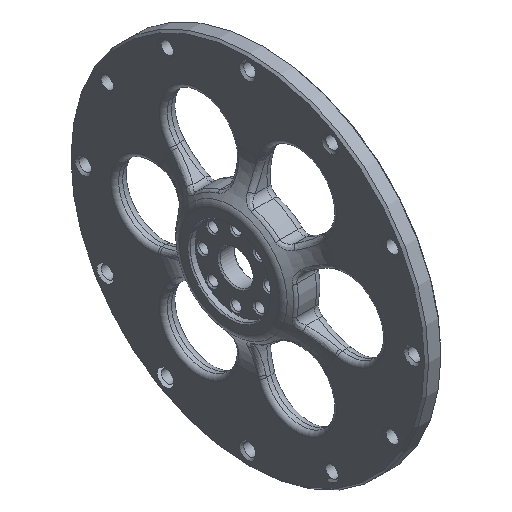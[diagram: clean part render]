
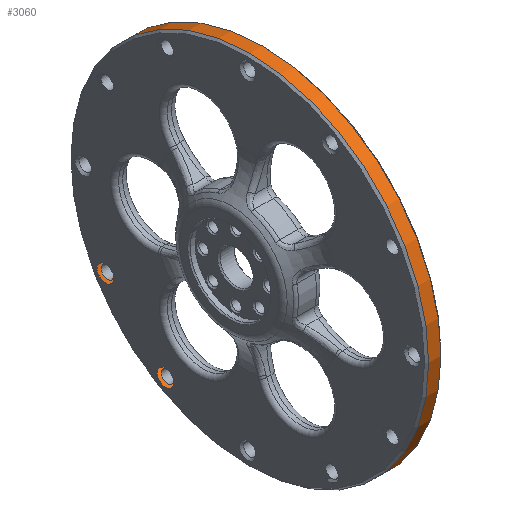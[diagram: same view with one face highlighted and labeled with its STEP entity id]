
A CAD part, isometric view. The second image highlights one B-rep face of the part: STEP entity #3060.
In plain terms, the highlighted cylindrical face has radius 43.5 mm (diameter 87 mm), a full revolution.
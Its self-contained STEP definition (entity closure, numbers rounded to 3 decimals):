
#149=CYLINDRICAL_SURFACE('',#3335,43.5);
#268=FACE_OUTER_BOUND('',#484,.T.);
#484=EDGE_LOOP('',(#2098,#2099,#2100,#2101,#2102,#2103));
#712=LINE('',#5028,#818);
#818=VECTOR('',#3912,43.5);
#974=CIRCLE('',#3333,43.5);
#975=CIRCLE('',#3334,43.5);
#976=CIRCLE('',#3336,43.5);
#977=CIRCLE('',#3337,43.5);
#1308=VERTEX_POINT('',#5018);
#1309=VERTEX_POINT('',#5019);
#1310=VERTEX_POINT('',#5024);
#1311=VERTEX_POINT('',#5025);
#1600=EDGE_CURVE('',#1308,#1309,#974,.T.);
#1601=EDGE_CURVE('',#1309,#1308,#975,.T.);
#1603=EDGE_CURVE('',#1310,#1311,#976,.T.);
#1604=EDGE_CURVE('',#1311,#1310,#977,.T.);
#1605=EDGE_CURVE('',#1311,#1309,#712,.T.);
#2098=ORIENTED_EDGE('',*,*,#1603,.F.);
#2099=ORIENTED_EDGE('',*,*,#1604,.F.);
#2100=ORIENTED_EDGE('',*,*,#1605,.T.);
#2101=ORIENTED_EDGE('',*,*,#1600,.F.);
#2102=ORIENTED_EDGE('',*,*,#1601,.F.);
#2103=ORIENTED_EDGE('',*,*,#1605,.F.);
#3060=ADVANCED_FACE('',(#268),#149,.T.);
#3333=AXIS2_PLACEMENT_3D('',#5020,#3901,#3902);
#3334=AXIS2_PLACEMENT_3D('',#5021,#3903,#3904);
#3335=AXIS2_PLACEMENT_3D('',#5023,#3906,#3907);
#3336=AXIS2_PLACEMENT_3D('',#5026,#3908,#3909);
#3337=AXIS2_PLACEMENT_3D('',#5027,#3910,#3911);
#3901=DIRECTION('center_axis',(1.,0.,0.));
#3902=DIRECTION('ref_axis',(0.,-1.,0.));
#3903=DIRECTION('center_axis',(1.,0.,0.));
#3904=DIRECTION('ref_axis',(0.,-1.,0.));
#3906=DIRECTION('center_axis',(-1.,0.,0.));
#3907=DIRECTION('ref_axis',(0.,1.,0.));
#3908=DIRECTION('center_axis',(-1.,0.,0.));
#3909=DIRECTION('ref_axis',(0.,-1.,0.));
#3910=DIRECTION('center_axis',(-1.,0.,0.));
#3911=DIRECTION('ref_axis',(0.,-1.,0.));
#3912=DIRECTION('',(1.,0.,0.));
#5018=CARTESIAN_POINT('',(3.5,43.5,0.));
#5019=CARTESIAN_POINT('',(3.5,-43.5,0.));
#5020=CARTESIAN_POINT('Origin',(3.5,0.,0.));
#5021=CARTESIAN_POINT('Origin',(3.5,0.,0.));
#5023=CARTESIAN_POINT('Origin',(2.,0.,0.));
#5024=CARTESIAN_POINT('',(0.5,43.5,0.));
#5025=CARTESIAN_POINT('',(0.5,-43.5,0.));
#5026=CARTESIAN_POINT('Origin',(0.5,0.,0.));
#5027=CARTESIAN_POINT('Origin',(0.5,0.,0.));
#5028=CARTESIAN_POINT('',(2.,-43.5,0.));
